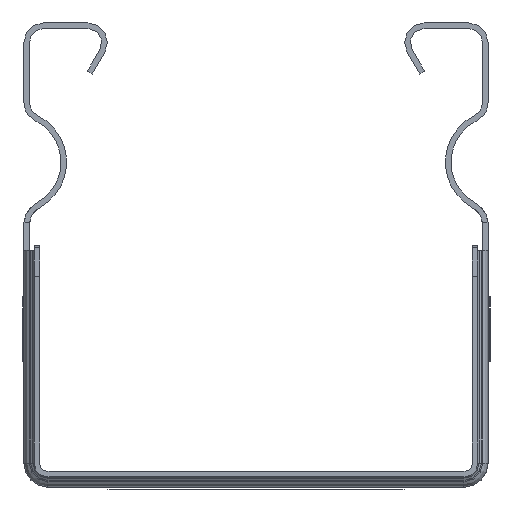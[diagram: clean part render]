
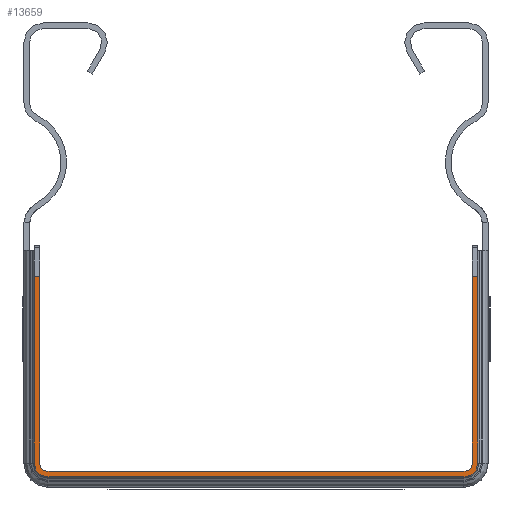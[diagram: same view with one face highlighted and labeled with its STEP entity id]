
A CAD part, left-side view. The second image highlights one B-rep face of the part: STEP entity #13659.
In plain terms, the highlighted planar face has unit normal (-1, 0, 0).
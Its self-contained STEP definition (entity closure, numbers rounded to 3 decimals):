
#1636=CIRCLE('',#14325,1.5);
#1637=CIRCLE('',#14326,1.5);
#1638=CIRCLE('',#14327,0.9);
#1639=CIRCLE('',#14328,0.9);
#2749=FACE_OUTER_BOUND('',#3374,.T.);
#3374=EDGE_LOOP('',(#10710,#10711,#10712,#10713,#10714,#10715,#10716,#10717,
#10718,#10719,#10720,#10721));
#3991=LINE('',#20571,#5119);
#4042=LINE('',#20744,#5170);
#4043=LINE('',#20749,#5171);
#4044=LINE('',#20751,#5172);
#4045=LINE('',#20753,#5173);
#4046=LINE('',#20757,#5174);
#4047=LINE('',#20761,#5175);
#4048=LINE('',#20762,#5176);
#5119=VECTOR('',#16004,1.);
#5170=VECTOR('',#16163,1.);
#5171=VECTOR('',#16168,1.);
#5172=VECTOR('',#16169,1.);
#5173=VECTOR('',#16170,1.);
#5174=VECTOR('',#16173,1.);
#5175=VECTOR('',#16176,1.);
#5176=VECTOR('',#16177,1.);
#6248=VERTEX_POINT('',#20569);
#6249=VERTEX_POINT('',#20570);
#6316=VERTEX_POINT('',#20742);
#6317=VERTEX_POINT('',#20743);
#6318=VERTEX_POINT('',#20746);
#6319=VERTEX_POINT('',#20748);
#6320=VERTEX_POINT('',#20750);
#6321=VERTEX_POINT('',#20752);
#6322=VERTEX_POINT('',#20754);
#6323=VERTEX_POINT('',#20756);
#6324=VERTEX_POINT('',#20758);
#6325=VERTEX_POINT('',#20760);
#8364=EDGE_CURVE('',#6248,#6249,#3991,.T.);
#8451=EDGE_CURVE('',#6316,#6317,#4042,.T.);
#8452=EDGE_CURVE('',#6249,#6317,#1636,.T.);
#8453=EDGE_CURVE('',#6318,#6248,#1637,.T.);
#8454=EDGE_CURVE('',#6319,#6318,#4043,.T.);
#8455=EDGE_CURVE('',#6320,#6319,#4044,.T.);
#8456=EDGE_CURVE('',#6321,#6320,#4045,.T.);
#8457=EDGE_CURVE('',#6321,#6322,#1638,.T.);
#8458=EDGE_CURVE('',#6322,#6323,#4046,.T.);
#8459=EDGE_CURVE('',#6323,#6324,#1639,.T.);
#8460=EDGE_CURVE('',#6324,#6325,#4047,.T.);
#8461=EDGE_CURVE('',#6316,#6325,#4048,.T.);
#10710=ORIENTED_EDGE('',*,*,#8451,.T.);
#10711=ORIENTED_EDGE('',*,*,#8452,.F.);
#10712=ORIENTED_EDGE('',*,*,#8364,.F.);
#10713=ORIENTED_EDGE('',*,*,#8453,.F.);
#10714=ORIENTED_EDGE('',*,*,#8454,.F.);
#10715=ORIENTED_EDGE('',*,*,#8455,.F.);
#10716=ORIENTED_EDGE('',*,*,#8456,.F.);
#10717=ORIENTED_EDGE('',*,*,#8457,.T.);
#10718=ORIENTED_EDGE('',*,*,#8458,.T.);
#10719=ORIENTED_EDGE('',*,*,#8459,.T.);
#10720=ORIENTED_EDGE('',*,*,#8460,.T.);
#10721=ORIENTED_EDGE('',*,*,#8461,.F.);
#13084=PLANE('',#14324);
#13659=ADVANCED_FACE('',(#2749),#13084,.F.);
#14324=AXIS2_PLACEMENT_3D('',#20741,#16161,#16162);
#14325=AXIS2_PLACEMENT_3D('',#20745,#16164,#16165);
#14326=AXIS2_PLACEMENT_3D('',#20747,#16166,#16167);
#14327=AXIS2_PLACEMENT_3D('',#20755,#16171,#16172);
#14328=AXIS2_PLACEMENT_3D('',#20759,#16174,#16175);
#16004=DIRECTION('',(0.,1.,0.));
#16161=DIRECTION('center_axis',(1.,0.,0.));
#16162=DIRECTION('ref_axis',(0.,1.,0.));
#16163=DIRECTION('',(0.,0.,-1.));
#16164=DIRECTION('center_axis',(1.,0.,0.));
#16165=DIRECTION('ref_axis',(0.,-1.,0.));
#16166=DIRECTION('center_axis',(1.,0.,0.));
#16167=DIRECTION('ref_axis',(0.,-1.,0.));
#16168=DIRECTION('',(0.,0.,-1.));
#16169=DIRECTION('',(0.,-1.,0.));
#16170=DIRECTION('',(0.,0.,1.));
#16171=DIRECTION('center_axis',(1.,0.,0.));
#16172=DIRECTION('ref_axis',(0.,-1.,0.));
#16173=DIRECTION('',(0.,1.,0.));
#16174=DIRECTION('center_axis',(1.,0.,0.));
#16175=DIRECTION('ref_axis',(0.,-1.,0.));
#16176=DIRECTION('',(0.,0.,1.));
#16177=DIRECTION('',(0.,-1.,0.));
#20569=CARTESIAN_POINT('',(18.834,96.685,-37.4));
#20570=CARTESIAN_POINT('',(18.834,141.485,-37.4));
#20571=CARTESIAN_POINT('',(18.834,119.085,-37.4));
#20741=CARTESIAN_POINT('Origin',(18.834,95.185,-23.2));
#20742=CARTESIAN_POINT('',(18.834,142.985,-15.8));
#20743=CARTESIAN_POINT('',(18.834,142.985,-35.9));
#20744=CARTESIAN_POINT('',(18.834,142.985,-25.85));
#20745=CARTESIAN_POINT('Origin',(18.834,141.485,-35.9));
#20746=CARTESIAN_POINT('',(18.834,95.185,-35.9));
#20747=CARTESIAN_POINT('Origin',(18.834,96.685,-35.9));
#20748=CARTESIAN_POINT('',(18.834,95.185,-15.8));
#20749=CARTESIAN_POINT('',(18.834,95.185,-25.85));
#20750=CARTESIAN_POINT('',(18.834,95.785,-15.8));
#20751=CARTESIAN_POINT('',(18.834,95.485,-15.8));
#20752=CARTESIAN_POINT('',(18.834,95.785,-35.9));
#20753=CARTESIAN_POINT('',(18.834,95.785,-25.85));
#20754=CARTESIAN_POINT('',(18.834,96.685,-36.8));
#20755=CARTESIAN_POINT('Origin',(18.834,96.685,-35.9));
#20756=CARTESIAN_POINT('',(18.834,141.485,-36.8));
#20757=CARTESIAN_POINT('',(18.834,119.085,-36.8));
#20758=CARTESIAN_POINT('',(18.834,142.385,-35.9));
#20759=CARTESIAN_POINT('Origin',(18.834,141.485,-35.9));
#20760=CARTESIAN_POINT('',(18.834,142.385,-15.8));
#20761=CARTESIAN_POINT('',(18.834,142.385,-23.2));
#20762=CARTESIAN_POINT('',(18.834,142.685,-15.8));
